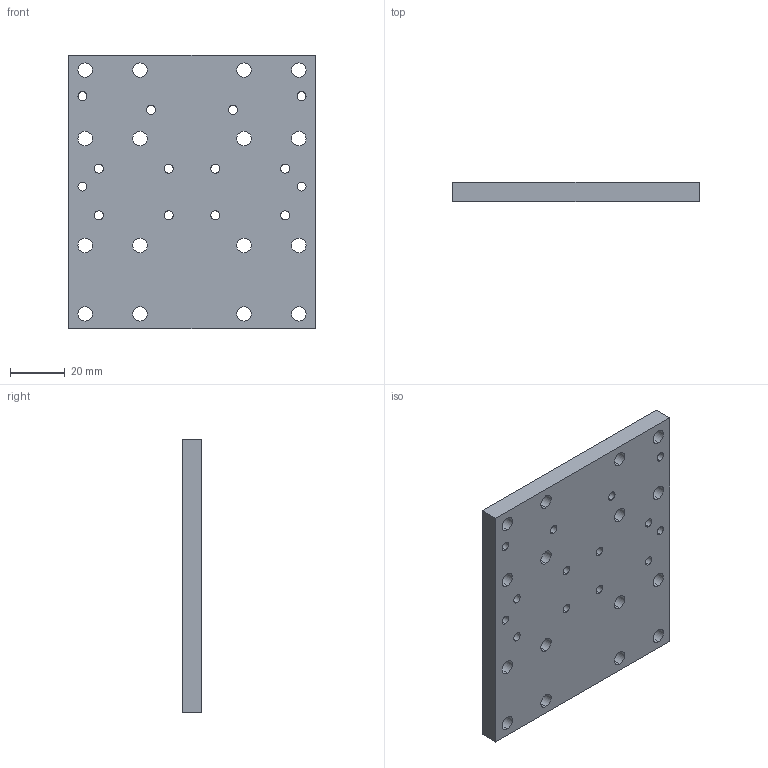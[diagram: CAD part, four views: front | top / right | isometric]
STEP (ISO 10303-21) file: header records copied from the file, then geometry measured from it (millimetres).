
FILE_DESCRIPTION (( 'STEP AP214' ), '1' );
FILE_NAME ('XW-USI-040-B-platine-chariot-Y.STEP', '2020-12-28T10:55:31', ( '' ), ( '' ), 'SwSTEP 2.0', 'SolidWorks 2020', '' );
FILE_SCHEMA (( 'AUTOMOTIVE_DESIGN' ));
Length unit declared in the file: millimetre
Products named in the file (1): XW-USI-040-B-platine-chariot-Y
Bounding box: 90 x 7 x 100 mm (x, y, z)
Volume: 58546.9 mm3; surface area: 22332.8 mm2
Topology: 1 solids, 1 shells, 98 faces, 256 edges, 160 vertices
Faces by surface type: cylinder 60, cone 32, plane 6
Entity records: 3518 total; most frequent: DIRECTION 606, CARTESIAN_POINT 515, ORIENTED_EDGE 512, EDGE_CURVE 256, AXIS2_PLACEMENT_3D 251, VERTEX_POINT 160, EDGE_LOOP 158, CIRCLE 152
